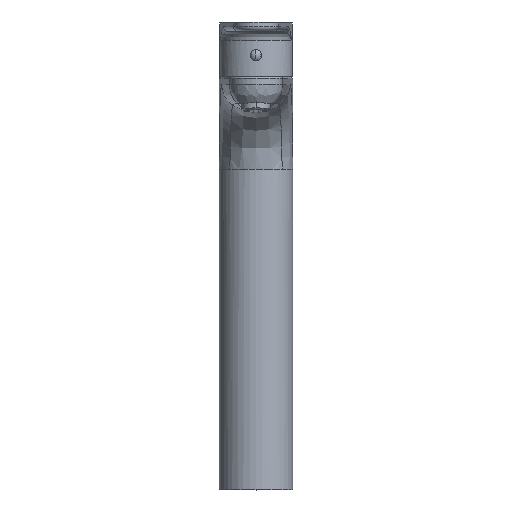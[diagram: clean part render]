
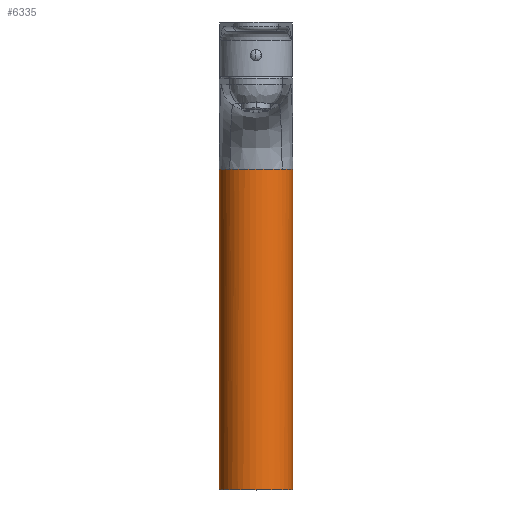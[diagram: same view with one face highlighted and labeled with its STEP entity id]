
A CAD part, top view. The second image highlights one B-rep face of the part: STEP entity #6335.
In plain terms, the highlighted cylindrical face has radius 24.5 mm (diameter 49 mm), a partial arc.
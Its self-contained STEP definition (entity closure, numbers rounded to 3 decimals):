
#167=CARTESIAN_POINT('',(0.,1.5,0.));
#168=DIRECTION('',(0.,1.,0.));
#169=DIRECTION('',(-1.,0.,0.));
#170=AXIS2_PLACEMENT_3D('',#167,#168,#169);
#172=DIRECTION('',(0.,1.,0.));
#173=VECTOR('',#172,273.5);
#174=CARTESIAN_POINT('',(-24.5,1.5,0.));
#175=LINE('',#174,#173);
#176=CARTESIAN_POINT('',(0.,275.,0.));
#177=DIRECTION('',(0.,1.,0.));
#178=DIRECTION('',(-1.,0.,0.));
#179=AXIS2_PLACEMENT_3D('',#176,#177,#178);
#181=DIRECTION('',(0.,1.,0.));
#182=VECTOR('',#181,4.);
#183=CARTESIAN_POINT('',(-24.486,271.,0.843));
#184=LINE('',#183,#182);
#185=DIRECTION('',(0.,1.,0.));
#186=VECTOR('',#185,56.);
#187=CARTESIAN_POINT('',(-24.486,215.,0.843));
#188=LINE('',#187,#186);
#189=CARTESIAN_POINT('',(0.,215.,0.));
#190=DIRECTION('',(0.,-1.,0.));
#191=DIRECTION('',(-0.71,0.,0.704));
#192=AXIS2_PLACEMENT_3D('',#189,#190,#191);
#194=CARTESIAN_POINT('',(0.,215.,0.));
#195=DIRECTION('',(0.,-1.,0.));
#196=DIRECTION('',(0.71,0.,0.704));
#197=AXIS2_PLACEMENT_3D('',#194,#195,#196);
#199=CARTESIAN_POINT('',(0.,215.,0.));
#200=DIRECTION('',(0.,-1.,0.));
#201=DIRECTION('',(0.999,0.,0.034));
#202=AXIS2_PLACEMENT_3D('',#199,#200,#201);
#204=DIRECTION('',(0.,1.,0.));
#205=VECTOR('',#204,56.);
#206=CARTESIAN_POINT('',(24.486,215.,0.843));
#207=LINE('',#206,#205);
#208=DIRECTION('',(0.,1.,0.));
#209=VECTOR('',#208,4.);
#210=CARTESIAN_POINT('',(24.486,271.,0.843));
#211=LINE('',#210,#209);
#212=CARTESIAN_POINT('',(0.,275.,0.));
#213=DIRECTION('',(0.,1.,0.));
#214=DIRECTION('',(0.999,0.,0.034));
#215=AXIS2_PLACEMENT_3D('',#212,#213,#214);
#232=DIRECTION('',(0.,1.,0.));
#233=VECTOR('',#232,273.5);
#234=CARTESIAN_POINT('',(24.5,1.5,0.));
#235=LINE('',#234,#233);
#5390=CARTESIAN_POINT('',(24.486,215.,0.843));
#5391=CARTESIAN_POINT('',(24.486,271.,0.843));
#5392=VERTEX_POINT('',#5390);
#5393=VERTEX_POINT('',#5391);
#5394=CARTESIAN_POINT('',(17.388,215.,17.26));
#5395=VERTEX_POINT('',#5394);
#5396=CARTESIAN_POINT('',(-17.388,215.,17.26));
#5397=VERTEX_POINT('',#5396);
#5398=CARTESIAN_POINT('',(-24.486,215.,0.843));
#5399=VERTEX_POINT('',#5398);
#5400=CARTESIAN_POINT('',(-24.486,271.,0.843));
#5401=VERTEX_POINT('',#5400);
#5428=CARTESIAN_POINT('',(24.486,275.,0.843));
#5429=CARTESIAN_POINT('',(24.5,275.,0.));
#5430=VERTEX_POINT('',#5428);
#5431=VERTEX_POINT('',#5429);
#5432=CARTESIAN_POINT('',(-24.5,275.,0.));
#5433=VERTEX_POINT('',#5432);
#5434=CARTESIAN_POINT('',(-24.486,275.,0.843));
#5435=VERTEX_POINT('',#5434);
#5799=CARTESIAN_POINT('',(24.5,1.5,0.));
#5800=CARTESIAN_POINT('',(-24.5,1.5,0.));
#5801=VERTEX_POINT('',#5799);
#5802=VERTEX_POINT('',#5800);
#6307=CARTESIAN_POINT('',(0.,0.,0.));
#6308=DIRECTION('',(0.,1.,0.));
#6309=DIRECTION('',(1.,0.,0.));
#6310=AXIS2_PLACEMENT_3D('',#6307,#6308,#6309);
#6311=CYLINDRICAL_SURFACE('',#6310,24.5);
#6313=ORIENTED_EDGE('',*,*,#6312,.F.);
#6315=ORIENTED_EDGE('',*,*,#6314,.T.);
#6316=ORIENTED_EDGE('',*,*,#6156,.T.);
#6318=ORIENTED_EDGE('',*,*,#6317,.F.);
#6320=ORIENTED_EDGE('',*,*,#6319,.F.);
#6322=ORIENTED_EDGE('',*,*,#6321,.F.);
#6324=ORIENTED_EDGE('',*,*,#6323,.F.);
#6326=ORIENTED_EDGE('',*,*,#6325,.F.);
#6328=ORIENTED_EDGE('',*,*,#6327,.T.);
#6329=ORIENTED_EDGE('',*,*,#6290,.T.);
#6330=ORIENTED_EDGE('',*,*,#6160,.T.);
#6332=ORIENTED_EDGE('',*,*,#6331,.F.);
#6333=EDGE_LOOP('',(#6313,#6315,#6316,#6318,#6320,#6322,#6324,#6326,#6328,#6329,
#6330,#6332));
#6334=FACE_OUTER_BOUND('',#6333,.F.);
#6335=ADVANCED_FACE('',(#6334),#6311,.T.);
#171=CIRCLE('',#170,24.5);
#180=CIRCLE('',#179,24.5);
#193=CIRCLE('',#192,24.5);
#198=CIRCLE('',#197,24.5);
#203=CIRCLE('',#202,24.5);
#216=CIRCLE('',#215,24.5);
#6156=EDGE_CURVE('',#5433,#5435,#180,.T.);
#6160=EDGE_CURVE('',#5430,#5431,#216,.T.);
#6290=EDGE_CURVE('',#5393,#5430,#211,.T.);
#6312=EDGE_CURVE('',#5802,#5801,#171,.T.);
#6314=EDGE_CURVE('',#5802,#5433,#175,.T.);
#6317=EDGE_CURVE('',#5401,#5435,#184,.T.);
#6319=EDGE_CURVE('',#5399,#5401,#188,.T.);
#6321=EDGE_CURVE('',#5397,#5399,#193,.T.);
#6323=EDGE_CURVE('',#5395,#5397,#198,.T.);
#6325=EDGE_CURVE('',#5392,#5395,#203,.T.);
#6327=EDGE_CURVE('',#5392,#5393,#207,.T.);
#6331=EDGE_CURVE('',#5801,#5431,#235,.T.);
